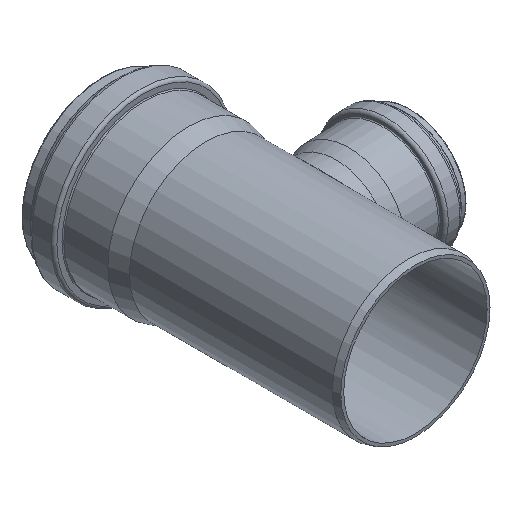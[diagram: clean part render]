
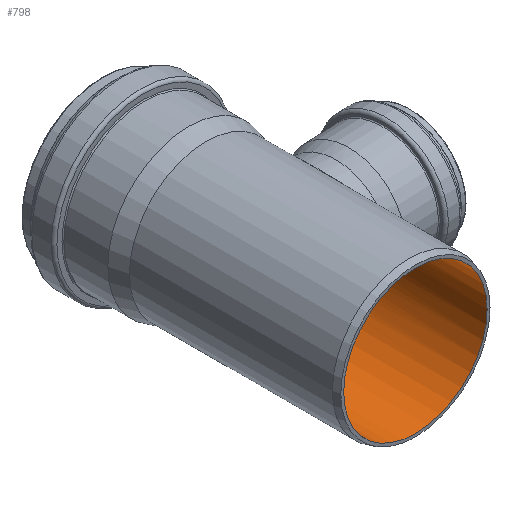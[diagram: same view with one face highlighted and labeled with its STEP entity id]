
A CAD part, isometric view. The second image highlights one B-rep face of the part: STEP entity #798.
In plain terms, the highlighted cylindrical face has radius 75.15 mm (diameter 150.3 mm), a full revolution.
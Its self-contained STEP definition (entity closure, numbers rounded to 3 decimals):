
#98=FACE_BOUND('',#356,.T.);
#99=FACE_BOUND('',#357,.T.);
#167=CIRCLE('',#904,75.15);
#168=CIRCLE('',#905,75.15);
#209=CYLINDRICAL_SURFACE('',#903,75.15);
#253=FACE_OUTER_BOUND('',#355,.T.);
#355=EDGE_LOOP('',(#691));
#356=EDGE_LOOP('',(#692,#693));
#357=EDGE_LOOP('',(#694));
#435=B_SPLINE_CURVE_WITH_KNOTS('',3,(#1781,#1782,#1783,#1784,#1785,#1786,
#1787,#1788,#1789,#1790),.UNSPECIFIED.,.F.,.F.,(4,2,2,2,4),(4.799,
5.042,5.733,6.424,6.667),
 .UNSPECIFIED.);
#436=B_SPLINE_CURVE_WITH_KNOTS('',3,(#1795,#1796,#1797,#1798,#1799,#1800,
#1801,#1802,#1803,#1804,#1805,#1806,#1807,#1808,#1809,#1810,#1811,#1812,
#1813,#1814,#1815,#1816,#1817,#1818,#1819,#1820,#1821,#1822,#1823,#1824,
#1825,#1826,#1827,#1828,#1829,#1830,#1831,#1832,#1833,#1834,#1835,#1836,
#1837,#1838,#1839,#1840,#1841,#1842,#1843,#1844,#1845,#1846,#1847,#1848,
#1849,#1850,#1851,#1852,#1853,#1854,#1855,#1856,#1857,#1858,#1859,#1860,
#1861),.UNSPECIFIED.,.F.,.F.,(4,2,2,2,2,2,2,2,3,2,2,2,2,2,2,2,2,2,2,2,2,
2,2,2,2,2,2,2,2,2,2,2,4),(25.146,25.204,26.208,
27.213,28.217,29.248,30.279,31.31,
32.341,33.35,34.358,35.366,36.375,
37.374,38.373,39.371,40.37,41.369,
42.368,43.367,44.366,45.374,46.383,
47.391,48.399,49.43,50.461,51.492,
52.523,53.528,54.532,55.537,55.594),
 .UNSPECIFIED.);
#450=VERTEX_POINT('',#1779);
#451=VERTEX_POINT('',#1780);
#481=VERTEX_POINT('',#1952);
#482=VERTEX_POINT('',#1954);
#529=EDGE_CURVE('',#450,#451,#435,.T.);
#532=EDGE_CURVE('',#451,#450,#436,.T.);
#563=EDGE_CURVE('',#481,#481,#167,.T.);
#564=EDGE_CURVE('',#482,#482,#168,.T.);
#691=ORIENTED_EDGE('',*,*,#563,.F.);
#692=ORIENTED_EDGE('',*,*,#532,.F.);
#693=ORIENTED_EDGE('',*,*,#529,.F.);
#694=ORIENTED_EDGE('',*,*,#564,.T.);
#798=ADVANCED_FACE('',(#253,#98,#99),#209,.F.);
#903=AXIS2_PLACEMENT_3D('',#1951,#1110,#1111);
#904=AXIS2_PLACEMENT_3D('',#1953,#1112,#1113);
#905=AXIS2_PLACEMENT_3D('',#1955,#1114,#1115);
#1110=DIRECTION('center_axis',(0.,-1.,0.));
#1111=DIRECTION('ref_axis',(1.,0.,0.));
#1112=DIRECTION('center_axis',(0.,-1.,0.));
#1113=DIRECTION('ref_axis',(1.,0.,0.));
#1114=DIRECTION('center_axis',(0.,-1.,0.));
#1115=DIRECTION('ref_axis',(1.,0.,0.));
#1779=CARTESIAN_POINT('',(74.54,83.876,9.556));
#1780=CARTESIAN_POINT('',(74.54,83.876,-9.556));
#1781=CARTESIAN_POINT('Ctrl Pts',(74.54,83.876,9.556));
#1782=CARTESIAN_POINT('Ctrl Pts',(74.646,84.069,8.726));
#1783=CARTESIAN_POINT('Ctrl Pts',(74.739,84.237,7.892));
#1784=CARTESIAN_POINT('Ctrl Pts',(75.042,84.784,4.684));
#1785=CARTESIAN_POINT('Ctrl Pts',(75.15,84.977,2.303));
#1786=CARTESIAN_POINT('Ctrl Pts',(75.15,84.977,-2.303));
#1787=CARTESIAN_POINT('Ctrl Pts',(75.042,84.784,-4.684));
#1788=CARTESIAN_POINT('Ctrl Pts',(74.739,84.237,-7.892));
#1789=CARTESIAN_POINT('Ctrl Pts',(74.646,84.069,-8.726));
#1790=CARTESIAN_POINT('Ctrl Pts',(74.54,83.876,-9.556));
#1795=CARTESIAN_POINT('Ctrl Pts',(74.54,83.876,-9.556));
#1796=CARTESIAN_POINT('Ctrl Pts',(74.515,83.838,-9.749));
#1797=CARTESIAN_POINT('Ctrl Pts',(74.49,83.8,-9.942));
#1798=CARTESIAN_POINT('Ctrl Pts',(74.005,83.061,-13.5));
#1799=CARTESIAN_POINT('Ctrl Pts',(73.319,82.009,-16.807));
#1800=CARTESIAN_POINT('Ctrl Pts',(71.592,79.286,-23.082));
#1801=CARTESIAN_POINT('Ctrl Pts',(70.55,77.614,-26.056));
#1802=CARTESIAN_POINT('Ctrl Pts',(68.287,73.818,-31.513));
#1803=CARTESIAN_POINT('Ctrl Pts',(67.067,71.694,-33.997));
#1804=CARTESIAN_POINT('Ctrl Pts',(64.63,67.176,-38.433));
#1805=CARTESIAN_POINT('Ctrl Pts',(63.316,64.603,-40.543));
#1806=CARTESIAN_POINT('Ctrl Pts',(60.757,59.001,-44.286));
#1807=CARTESIAN_POINT('Ctrl Pts',(59.512,55.972,-45.921));
#1808=CARTESIAN_POINT('Ctrl Pts',(57.357,49.605,-48.587));
#1809=CARTESIAN_POINT('Ctrl Pts',(56.447,46.26,-49.619));
#1810=CARTESIAN_POINT('Ctrl Pts',(55.202,39.435,-51.002));
#1811=CARTESIAN_POINT('Ctrl Pts',(54.87,35.953,-51.35));
#1812=CARTESIAN_POINT('Ctrl Pts',(54.87,32.516,-51.35));
#1813=CARTESIAN_POINT('Ctrl Pts',(54.87,29.155,-51.35));
#1814=CARTESIAN_POINT('Ctrl Pts',(55.188,25.746,-51.016));
#1815=CARTESIAN_POINT('Ctrl Pts',(56.408,19.076,-49.663));
#1816=CARTESIAN_POINT('Ctrl Pts',(57.306,15.814,-48.646));
#1817=CARTESIAN_POINT('Ctrl Pts',(59.447,9.629,-46.004));
#1818=CARTESIAN_POINT('Ctrl Pts',(60.689,6.699,-44.378));
#1819=CARTESIAN_POINT('Ctrl Pts',(63.247,1.301,-40.65));
#1820=CARTESIAN_POINT('Ctrl Pts',(64.562,-1.167,-38.546));
#1821=CARTESIAN_POINT('Ctrl Pts',(67.019,-5.515,-34.094));
#1822=CARTESIAN_POINT('Ctrl Pts',(68.256,-7.562,-31.584));
#1823=CARTESIAN_POINT('Ctrl Pts',(70.542,-11.201,-26.08));
#1824=CARTESIAN_POINT('Ctrl Pts',(71.591,-12.793,-23.086));
#1825=CARTESIAN_POINT('Ctrl Pts',(73.325,-15.374,-16.783));
#1826=CARTESIAN_POINT('Ctrl Pts',(74.011,-16.366,-13.469));
#1827=CARTESIAN_POINT('Ctrl Pts',(74.924,-17.678,-6.742));
#1828=CARTESIAN_POINT('Ctrl Pts',(75.15,-17.997,-3.33));
#1829=CARTESIAN_POINT('Ctrl Pts',(75.15,-17.997,3.33));
#1830=CARTESIAN_POINT('Ctrl Pts',(74.924,-17.678,6.742));
#1831=CARTESIAN_POINT('Ctrl Pts',(74.011,-16.366,13.469));
#1832=CARTESIAN_POINT('Ctrl Pts',(73.325,-15.374,16.783));
#1833=CARTESIAN_POINT('Ctrl Pts',(71.591,-12.793,23.086));
#1834=CARTESIAN_POINT('Ctrl Pts',(70.542,-11.201,26.08));
#1835=CARTESIAN_POINT('Ctrl Pts',(68.256,-7.562,31.584));
#1836=CARTESIAN_POINT('Ctrl Pts',(67.019,-5.515,34.094));
#1837=CARTESIAN_POINT('Ctrl Pts',(64.562,-1.167,38.546));
#1838=CARTESIAN_POINT('Ctrl Pts',(63.247,1.301,40.65));
#1839=CARTESIAN_POINT('Ctrl Pts',(60.689,6.699,44.378));
#1840=CARTESIAN_POINT('Ctrl Pts',(59.447,9.629,46.004));
#1841=CARTESIAN_POINT('Ctrl Pts',(57.306,15.814,48.646));
#1842=CARTESIAN_POINT('Ctrl Pts',(56.408,19.076,49.663));
#1843=CARTESIAN_POINT('Ctrl Pts',(55.188,25.746,51.016));
#1844=CARTESIAN_POINT('Ctrl Pts',(54.87,29.155,51.35));
#1845=CARTESIAN_POINT('Ctrl Pts',(54.87,35.953,51.35));
#1846=CARTESIAN_POINT('Ctrl Pts',(55.202,39.435,51.002));
#1847=CARTESIAN_POINT('Ctrl Pts',(56.447,46.26,49.619));
#1848=CARTESIAN_POINT('Ctrl Pts',(57.357,49.605,48.587));
#1849=CARTESIAN_POINT('Ctrl Pts',(59.512,55.972,45.921));
#1850=CARTESIAN_POINT('Ctrl Pts',(60.757,59.001,44.286));
#1851=CARTESIAN_POINT('Ctrl Pts',(63.316,64.603,40.543));
#1852=CARTESIAN_POINT('Ctrl Pts',(64.63,67.176,38.433));
#1853=CARTESIAN_POINT('Ctrl Pts',(67.067,71.694,33.997));
#1854=CARTESIAN_POINT('Ctrl Pts',(68.287,73.818,31.513));
#1855=CARTESIAN_POINT('Ctrl Pts',(70.55,77.614,26.056));
#1856=CARTESIAN_POINT('Ctrl Pts',(71.592,79.286,23.082));
#1857=CARTESIAN_POINT('Ctrl Pts',(73.319,82.009,16.807));
#1858=CARTESIAN_POINT('Ctrl Pts',(74.005,83.061,13.5));
#1859=CARTESIAN_POINT('Ctrl Pts',(74.49,83.8,9.942));
#1860=CARTESIAN_POINT('Ctrl Pts',(74.515,83.838,9.749));
#1861=CARTESIAN_POINT('Ctrl Pts',(74.54,83.876,9.556));
#1951=CARTESIAN_POINT('Origin',(0.,-19.083,
0.));
#1952=CARTESIAN_POINT('',(75.15,90.714,0.));
#1953=CARTESIAN_POINT('Origin',(0.,90.714,
0.));
#1954=CARTESIAN_POINT('',(75.15,-128.879,0.));
#1955=CARTESIAN_POINT('Origin',(0.,-128.879,0.));
